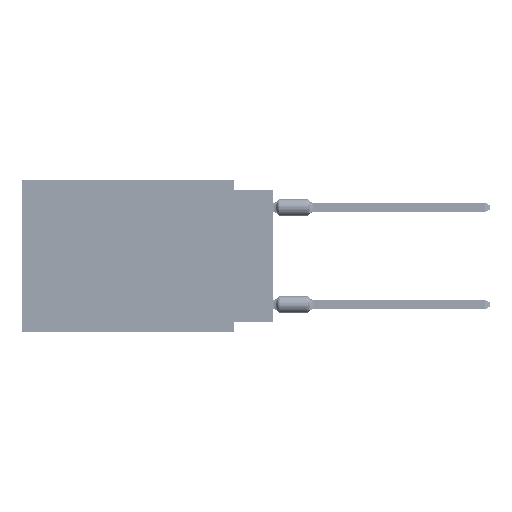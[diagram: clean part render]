
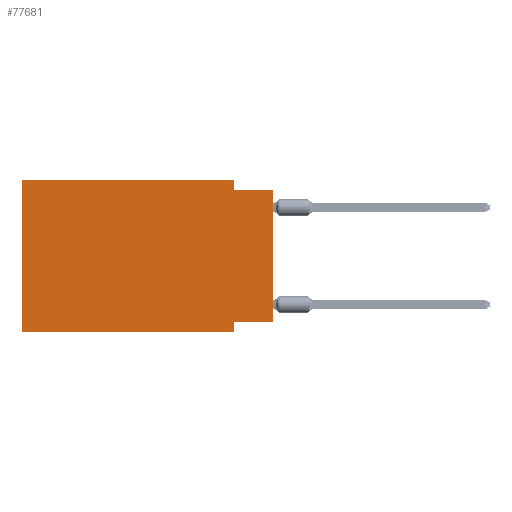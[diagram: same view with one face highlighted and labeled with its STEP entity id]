
A CAD part, left-side view. The second image highlights one B-rep face of the part: STEP entity #77681.
In plain terms, the highlighted planar face has unit normal (-1, 0, 0).
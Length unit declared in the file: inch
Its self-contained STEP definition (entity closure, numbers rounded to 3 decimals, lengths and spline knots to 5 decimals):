
#457 = CARTESIAN_POINT ( 'NONE',  ( 0., 0., -0.025 ) ) ;
#6477 = LINE ( 'NONE', #88106, #37469 ) ;
#10391 = FACE_OUTER_BOUND ( 'NONE', #59187, .T. ) ;
#12778 = DIRECTION ( 'NONE',  ( 0., 0., -1. ) ) ;
#13392 = EDGE_CURVE ( 'NONE', #70787, #61467, #6477, .T. ) ;
#15386 = VECTOR ( 'NONE', #27295, 39.37008 ) ;
#15804 = DIRECTION ( 'NONE',  ( 1., 0., 0. ) ) ;
#15901 = CARTESIAN_POINT ( 'NONE',  ( 0., 0.1, -0.365 ) ) ;
#17075 = ORIENTED_EDGE ( 'NONE', *, *, #29091, .F. ) ;
#18286 = ORIENTED_EDGE ( 'NONE', *, *, #62888, .F. ) ;
#21632 = VERTEX_POINT ( 'NONE', #51559 ) ;
#25522 = DIRECTION ( 'NONE',  ( 0., -1., 0. ) ) ;
#27295 = DIRECTION ( 'NONE',  ( 0., -1., 0. ) ) ;
#29091 = EDGE_CURVE ( 'NONE', #41215, #61467, #44805, .T. ) ;
#29691 = PLANE ( 'NONE',  #41881 ) ;
#30253 = CARTESIAN_POINT ( 'NONE',  ( 0., 0., -0.365 ) ) ;
#32687 = CARTESIAN_POINT ( 'NONE',  ( 0., 0.645, 0. ) ) ;
#33705 = CARTESIAN_POINT ( 'NONE',  ( 0., 0., -0.365 ) ) ;
#36045 = CARTESIAN_POINT ( 'NONE',  ( 0., 0.1, -0.39 ) ) ;
#37469 = VECTOR ( 'NONE', #81817, 39.37008 ) ;
#37653 = VERTEX_POINT ( 'NONE', #36045 ) ;
#37914 = VERTEX_POINT ( 'NONE', #43822 ) ;
#39408 = DIRECTION ( 'NONE',  ( 0., -1., 0. ) ) ;
#40570 = LINE ( 'NONE', #81829, #69664 ) ;
#41135 = CARTESIAN_POINT ( 'NONE',  ( 0., 0.645, 0. ) ) ;
#41215 = VERTEX_POINT ( 'NONE', #59753 ) ;
#41881 = AXIS2_PLACEMENT_3D ( 'NONE', #58370, #15804, #78993 ) ;
#42836 = DIRECTION ( 'NONE',  ( 0., 1., 0. ) ) ;
#43822 = CARTESIAN_POINT ( 'NONE',  ( 0., 0.645, -0.39 ) ) ;
#43858 = VECTOR ( 'NONE', #74664, 39.37008 ) ;
#43935 = CARTESIAN_POINT ( 'NONE',  ( 0., 0., -0.025 ) ) ;
#44805 = LINE ( 'NONE', #43935, #60146 ) ;
#45979 = LINE ( 'NONE', #66613, #43858 ) ;
#47460 = ORIENTED_EDGE ( 'NONE', *, *, #76402, .F. ) ;
#49969 = EDGE_CURVE ( 'NONE', #70787, #59418, #70199, .T. ) ;
#51003 = VECTOR ( 'NONE', #42836, 39.37008 ) ;
#51559 = CARTESIAN_POINT ( 'NONE',  ( 0., 0.1, 0. ) ) ;
#53423 = VECTOR ( 'NONE', #70918, 39.37008 ) ;
#54649 = LINE ( 'NONE', #87430, #15386 ) ;
#58370 = CARTESIAN_POINT ( 'NONE',  ( 0., 0.645, 0. ) ) ;
#59187 = EDGE_LOOP ( 'NONE', ( #78248, #17075, #84667, #86087, #47460, #69072, #18286, #70998 ) ) ;
#59418 = VERTEX_POINT ( 'NONE', #15901 ) ;
#59753 = CARTESIAN_POINT ( 'NONE',  ( 0., 0.1, -0.025 ) ) ;
#60146 = VECTOR ( 'NONE', #25522, 39.37008 ) ;
#61467 = VERTEX_POINT ( 'NONE', #457 ) ;
#61951 = CARTESIAN_POINT ( 'NONE',  ( 0., 0.645, 0. ) ) ;
#62833 = EDGE_CURVE ( 'NONE', #21632, #41215, #45979, .T. ) ;
#62888 = EDGE_CURVE ( 'NONE', #59418, #37653, #40570, .T. ) ;
#64242 = VERTEX_POINT ( 'NONE', #41135 ) ;
#66325 = LINE ( 'NONE', #32687, #66408 ) ;
#66408 = VECTOR ( 'NONE', #39408, 39.37008 ) ;
#66613 = CARTESIAN_POINT ( 'NONE',  ( 0., 0.1, 0. ) ) ;
#69072 = ORIENTED_EDGE ( 'NONE', *, *, #83567, .T. ) ;
#69589 = LINE ( 'NONE', #61951, #53423 ) ;
#69664 = VECTOR ( 'NONE', #12778, 39.37008 ) ;
#70199 = LINE ( 'NONE', #30253, #51003 ) ;
#70787 = VERTEX_POINT ( 'NONE', #33705 ) ;
#70918 = DIRECTION ( 'NONE',  ( 0., 0., 1. ) ) ;
#70998 = ORIENTED_EDGE ( 'NONE', *, *, #49969, .F. ) ;
#74664 = DIRECTION ( 'NONE',  ( 0., 0., -1. ) ) ;
#76402 = EDGE_CURVE ( 'NONE', #37914, #64242, #69589, .T. ) ;
#77681 = ADVANCED_FACE ( 'NONE', ( #10391 ), #29691, .F. ) ;
#78248 = ORIENTED_EDGE ( 'NONE', *, *, #13392, .T. ) ;
#78993 = DIRECTION ( 'NONE',  ( 0., 0., -1. ) ) ;
#79452 = EDGE_CURVE ( 'NONE', #64242, #21632, #66325, .T. ) ;
#81817 = DIRECTION ( 'NONE',  ( 0., 0., 1. ) ) ;
#81829 = CARTESIAN_POINT ( 'NONE',  ( 0., 0.1, -0.39 ) ) ;
#83567 = EDGE_CURVE ( 'NONE', #37914, #37653, #54649, .T. ) ;
#84667 = ORIENTED_EDGE ( 'NONE', *, *, #62833, .F. ) ;
#86087 = ORIENTED_EDGE ( 'NONE', *, *, #79452, .F. ) ;
#87430 = CARTESIAN_POINT ( 'NONE',  ( 0., 0.645, -0.39 ) ) ;
#88106 = CARTESIAN_POINT ( 'NONE',  ( 0., 0., 0. ) ) ;
